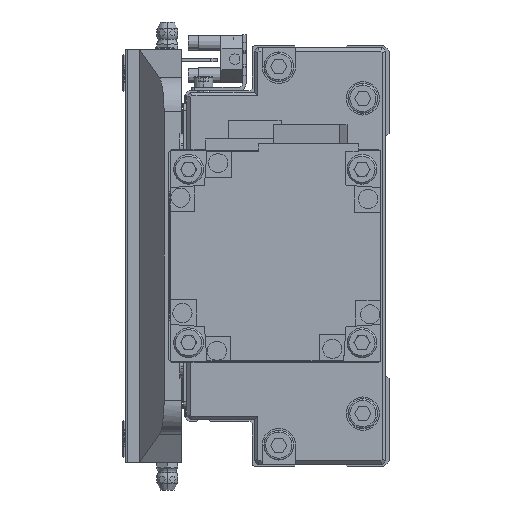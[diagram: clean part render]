
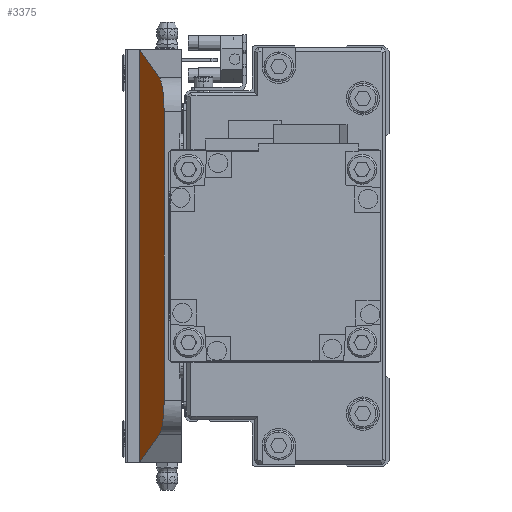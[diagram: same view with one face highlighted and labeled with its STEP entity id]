
A CAD part, left-side view. The second image highlights one B-rep face of the part: STEP entity #3375.
In plain terms, the highlighted planar face has unit normal (-0.174, 0.985, 0).
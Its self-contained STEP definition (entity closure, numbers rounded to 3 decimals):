
#41 = VECTOR ( 'NONE', #23608, 1000. ) ;
#1055 = CARTESIAN_POINT ( 'NONE',  ( -60.75, 12., 59. ) ) ;
#2894 = LINE ( 'NONE', #20439, #13272 ) ;
#3340 = EDGE_CURVE ( 'NONE', #11278, #34437, #34562, .T. ) ;
#3375 = ADVANCED_FACE ( 'NONE', ( #20885 ), #37319, .T. ) ;
#4409 = CARTESIAN_POINT ( 'NONE',  ( -93.169, 6.284, 50.917 ) ) ;
#4966 = EDGE_CURVE ( 'NONE', #40335, #46226, #48858, .T. ) ;
#5801 = CARTESIAN_POINT ( 'NONE',  ( -100.75, 4.947, 59. ) ) ;
#6060 = CARTESIAN_POINT ( 'NONE',  ( -91.489, 6.58, 51.336 ) ) ;
#6550 = CARTESIAN_POINT ( 'NONE',  ( -100.75, 4.947, -41.214 ) ) ;
#6626 = EDGE_CURVE ( 'NONE', #31382, #43528, #2894, .T. ) ;
#6910 = ORIENTED_EDGE ( 'NONE', *, *, #22342, .T. ) ;
#7403 = CARTESIAN_POINT ( 'NONE',  ( -100.75, 4.947, 59. ) ) ;
#8052 = CARTESIAN_POINT ( 'NONE',  ( -100.75, 4.947, 41.214 ) ) ;
#8619 = CARTESIAN_POINT ( 'NONE',  ( -97.807, 5.466, 49.761 ) ) ;
#8787 = ORIENTED_EDGE ( 'NONE', *, *, #4966, .T. ) ;
#11278 = VERTEX_POINT ( 'NONE', #54640 ) ;
#11697 = DIRECTION ( 'NONE',  ( -0.174, 0.985, 0. ) ) ;
#11788 = CARTESIAN_POINT ( 'NONE',  ( -93.169, 6.284, 50.917 ) ) ;
#12041 = EDGE_LOOP ( 'NONE', ( #8787, #14560, #16439, #6910, #44239, #13086 ) ) ;
#13086 = ORIENTED_EDGE ( 'NONE', *, *, #52616, .F. ) ;
#13272 = VECTOR ( 'NONE', #29346, 1000. ) ;
#14560 = ORIENTED_EDGE ( 'NONE', *, *, #14709, .T. ) ;
#14603 = CARTESIAN_POINT ( 'NONE',  ( -93.169, 6.284, -50.917 ) ) ;
#14709 = EDGE_CURVE ( 'NONE', #46226, #31382, #19591, .T. ) ;
#16439 = ORIENTED_EDGE ( 'NONE', *, *, #6626, .T. ) ;
#16839 = CARTESIAN_POINT ( 'NONE',  ( -60.75, 12., -59. ) ) ;
#17411 = AXIS2_PLACEMENT_3D ( 'NONE', #7403, #11697, #54860 ) ;
#18674 = CARTESIAN_POINT ( 'NONE',  ( -100.75, 4.947, -41.214 ) ) ;
#19591 = LINE ( 'NONE', #6060, #41 ) ;
#20439 = CARTESIAN_POINT ( 'NONE',  ( -60.75, 12., 59. ) ) ;
#20885 = FACE_OUTER_BOUND ( 'NONE', #12041, .T. ) ;
#22342 = EDGE_CURVE ( 'NONE', #43528, #11278, #29792, .T. ) ;
#23608 = DIRECTION ( 'NONE',  ( 0.956, 0.169, 0.238 ) ) ;
#28636 = VECTOR ( 'NONE', #51926, 1000. ) ;
#29346 = DIRECTION ( 'NONE',  ( 0., 0., -1. ) ) ;
#29792 = LINE ( 'NONE', #38988, #28636 ) ;
#31382 = VERTEX_POINT ( 'NONE', #1055 ) ;
#33848 = CARTESIAN_POINT ( 'NONE',  ( -97.807, 5.466, -49.761 ) ) ;
#34437 = VERTEX_POINT ( 'NONE', #18674 ) ;
#34562 =( BOUNDED_CURVE ( )  B_SPLINE_CURVE ( 3, ( #14603, #33848, #45949, #6550 ),
 .UNSPECIFIED., .F., .F. ) 
 B_SPLINE_CURVE_WITH_KNOTS ( ( 4, 4 ),
 ( 4.957, 6.283 ),
 .UNSPECIFIED. ) 
 CURVE ( )  GEOMETRIC_REPRESENTATION_ITEM ( )  RATIONAL_B_SPLINE_CURVE ( ( 1., 0.859, 0.859, 1. ) ) 
 REPRESENTATION_ITEM ( '' )  );
#34666 = DIRECTION ( 'NONE',  ( 0., 0., -1. ) ) ;
#37319 = PLANE ( 'NONE',  #17411 ) ;
#38777 = CARTESIAN_POINT ( 'NONE',  ( -100.75, 4.947, 41.214 ) ) ;
#38988 = CARTESIAN_POINT ( 'NONE',  ( -59.992, 12.134, -59.189 ) ) ;
#40335 = VERTEX_POINT ( 'NONE', #38777 ) ;
#43124 = CARTESIAN_POINT ( 'NONE',  ( -100.75, 4.947, 45.994 ) ) ;
#43528 = VERTEX_POINT ( 'NONE', #16839 ) ;
#44239 = ORIENTED_EDGE ( 'NONE', *, *, #3340, .T. ) ;
#45949 = CARTESIAN_POINT ( 'NONE',  ( -100.75, 4.947, -45.994 ) ) ;
#46226 = VERTEX_POINT ( 'NONE', #4409 ) ;
#48192 = LINE ( 'NONE', #5801, #52235 ) ;
#48858 =( BOUNDED_CURVE ( )  B_SPLINE_CURVE ( 3, ( #8052, #43124, #8619, #11788 ),
 .UNSPECIFIED., .F., .F. ) 
 B_SPLINE_CURVE_WITH_KNOTS ( ( 4, 4 ),
 ( 0., 1.326 ),
 .UNSPECIFIED. ) 
 CURVE ( )  GEOMETRIC_REPRESENTATION_ITEM ( )  RATIONAL_B_SPLINE_CURVE ( ( 1., 0.859, 0.859, 1. ) ) 
 REPRESENTATION_ITEM ( '' )  );
#51926 = DIRECTION ( 'NONE',  ( -0.956, -0.169, 0.238 ) ) ;
#52235 = VECTOR ( 'NONE', #34666, 1000. ) ;
#52616 = EDGE_CURVE ( 'NONE', #40335, #34437, #48192, .T. ) ;
#54640 = CARTESIAN_POINT ( 'NONE',  ( -93.169, 6.284, -50.917 ) ) ;
#54860 = DIRECTION ( 'NONE',  ( 0., 0., 1. ) ) ;
